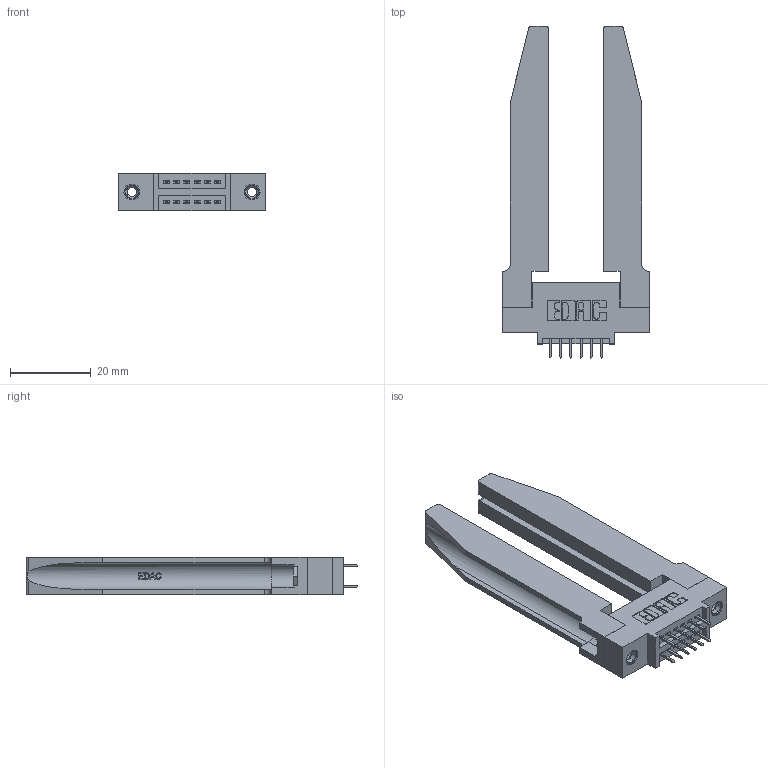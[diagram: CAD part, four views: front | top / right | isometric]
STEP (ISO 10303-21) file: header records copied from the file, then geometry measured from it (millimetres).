
FILE_DESCRIPTION (( 'STEP AP203' ), '1' );
FILE_NAME ('395-012-525-578.STEP', '2020-09-23T07:21:21', ( '' ), ( '' ), 'SwSTEP 2.0', 'SolidWorks 2020', '' );
FILE_SCHEMA (( 'CONFIG_CONTROL_DESIGN' ));
Length unit declared in the file: inch
Products named in the file (5): 395-012-525-578; 345-250-001_345-250-001-102; 345-292-001_345-293-125; 345-220-078_345-220-078; 345 Part_0.110 Offset - 0.156 Dia-TH
Assembly tree (17 placements, depth 2):
  395-012-525-578
    345 Part_0.110 Offset - 0.156 Dia-TH
    345-292-001_345-293-125  x12
    345-250-001_345-250-001-102  x2
    345-220-078_345-220-078  x2
Bounding box: 36.47 x 82.47 x 9.4 mm (x, y, z)
Volume: 10886.3 mm3; surface area: 10780.3 mm2
Topology: 17 solids, 17 shells, 1012 faces, 2797 edges, 1806 vertices
Faces by surface type: plane 694, cylinder 266, bspline 36, cone 12, torus 4
Entity records: 14500 total; most frequent: CARTESIAN_POINT 3383, ORIENTED_EDGE 2214, DIRECTION 2021, EDGE_CURVE 1107, VECTOR 861, LINE 861, VERTEX_POINT 728, AXIS2_PLACEMENT_3D 580
